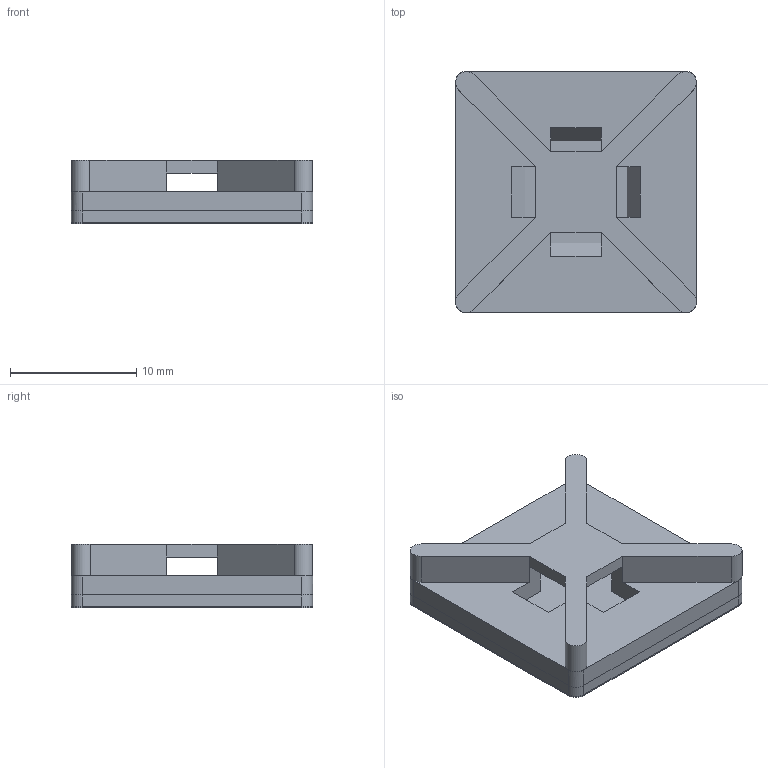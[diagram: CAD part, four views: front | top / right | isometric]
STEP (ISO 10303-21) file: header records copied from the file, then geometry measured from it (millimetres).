
FILE_DESCRIPTION(/* description */ ('Unknown'),/* implementation_level */ '2;1');
FILE_NAME(/* name */ '530909000',/* time_stamp */ '2018-12-19T14:16:08+01:00',/* author */ ('Unknown'),/* organization */ ('Unknown'),/* preprocessor_version */ 'ST-DEVELOPER v16.7',/* originating_system */ 'DEX',/* authorisation */ $);
FILE_SCHEMA (('AUTOMOTIVE_DESIGN {1 0 10303 214 3 1 1}'));
Length unit declared in the file: millimetre
Products named in the file (4): 530909000; 3M_adhesive tape; release_tape
Assembly tree (3 placements, depth 2):
  530909000
    530909000
    3M_adhesive tape
    release_tape
Bounding box: 19.1 x 19.1 x 5 mm (x, y, z)
Volume: 1024.5 mm3; surface area: 2617.4 mm2
Topology: 3 solids, 3 shells, 77 faces, 216 edges, 138 vertices
Faces by surface type: plane 61, cylinder 16
Entity records: 2561 total; most frequent: CARTESIAN_POINT 435, ORIENTED_EDGE 432, DIRECTION 414, EDGE_CURVE 216, LINE 180, VECTOR 180, VERTEX_POINT 138, AXIS2_PLACEMENT_3D 117
